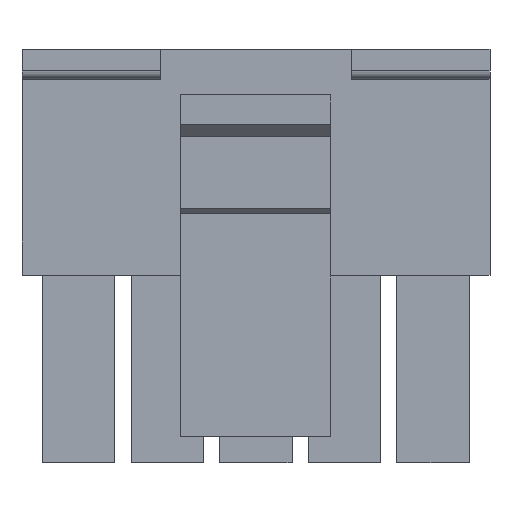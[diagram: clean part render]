
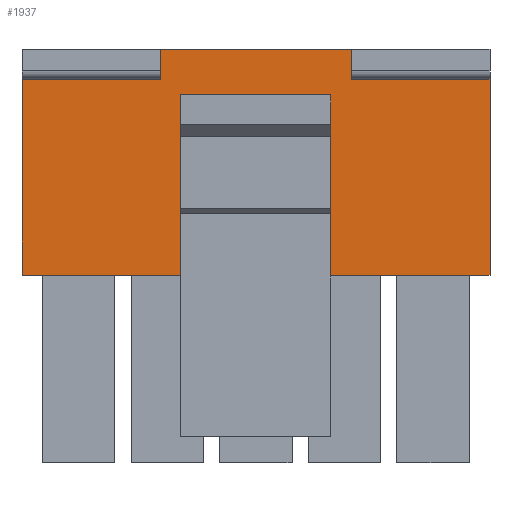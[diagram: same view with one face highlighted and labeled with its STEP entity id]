
A CAD part, top view. The second image highlights one B-rep face of the part: STEP entity #1937.
In plain terms, the highlighted planar face has unit normal (0, 0, 1).
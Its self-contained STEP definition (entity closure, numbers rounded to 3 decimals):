
#18=DIRECTION('',(0.,-1.,0.));
#19=VECTOR('',#18,6.63);
#20=CARTESIAN_POINT('',(-7.92,2.63,1.95));
#21=LINE('',#20,#19);
#43=DIRECTION('',(1.,0.,0.));
#44=VECTOR('',#43,6.49);
#45=CARTESIAN_POINT('',(-3.245,3.65,1.95));
#46=LINE('',#45,#44);
#71=DIRECTION('',(0.,-1.,0.));
#72=VECTOR('',#71,1.38);
#73=CARTESIAN_POINT('',(-2.545,-2.,1.95));
#74=LINE('',#73,#72);
#75=DIRECTION('',(1.,0.,0.));
#76=VECTOR('',#75,5.09);
#77=CARTESIAN_POINT('',(-2.545,-3.38,1.95));
#78=LINE('',#77,#76);
#79=DIRECTION('',(0.,-1.,0.));
#80=VECTOR('',#79,1.38);
#81=CARTESIAN_POINT('',(2.545,-2.,1.95));
#82=LINE('',#81,#80);
#83=DIRECTION('',(1.,0.,0.));
#84=VECTOR('',#83,5.09);
#85=CARTESIAN_POINT('',(-2.545,-2.,1.95));
#86=LINE('',#85,#84);
#87=DIRECTION('',(1.,0.,0.));
#88=VECTOR('',#87,4.675);
#89=CARTESIAN_POINT('',(-7.92,2.63,1.95));
#90=LINE('',#89,#88);
#91=DIRECTION('',(0.,1.,0.));
#92=VECTOR('',#91,1.02);
#93=CARTESIAN_POINT('',(-3.245,2.63,1.95));
#94=LINE('',#93,#92);
#95=DIRECTION('',(0.,-1.,0.));
#96=VECTOR('',#95,1.02);
#97=CARTESIAN_POINT('',(3.245,3.65,1.95));
#98=LINE('',#97,#96);
#99=DIRECTION('',(1.,0.,0.));
#100=VECTOR('',#99,4.685);
#101=CARTESIAN_POINT('',(3.245,2.63,1.95));
#102=LINE('',#101,#100);
#302=DIRECTION('',(0.,-1.,0.));
#303=VECTOR('',#302,6.63);
#304=CARTESIAN_POINT('',(7.93,2.63,1.95));
#305=LINE('',#304,#303);
#487=DIRECTION('',(1.,0.,0.));
#488=VECTOR('',#487,15.85);
#489=CARTESIAN_POINT('',(-7.92,-4.,1.95));
#490=LINE('',#489,#488);
#1395=CARTESIAN_POINT('',(-7.92,-4.,1.95));
#1397=VERTEX_POINT('',#1395);
#1401=CARTESIAN_POINT('',(7.93,-4.,1.95));
#1403=VERTEX_POINT('',#1401);
#1539=CARTESIAN_POINT('',(-2.545,-2.,1.95));
#1541=VERTEX_POINT('',#1539);
#1543=CARTESIAN_POINT('',(2.545,-2.,1.95));
#1545=VERTEX_POINT('',#1543);
#1547=CARTESIAN_POINT('',(3.245,3.65,1.95));
#1548=CARTESIAN_POINT('',(3.245,2.63,1.95));
#1549=VERTEX_POINT('',#1547);
#1550=VERTEX_POINT('',#1548);
#1551=CARTESIAN_POINT('',(-3.245,2.63,1.95));
#1552=CARTESIAN_POINT('',(-3.245,3.65,1.95));
#1553=VERTEX_POINT('',#1551);
#1554=VERTEX_POINT('',#1552);
#1563=CARTESIAN_POINT('',(-2.545,-3.38,1.95));
#1564=VERTEX_POINT('',#1563);
#1565=CARTESIAN_POINT('',(2.545,-3.38,1.95));
#1566=VERTEX_POINT('',#1565);
#1607=CARTESIAN_POINT('',(-7.92,2.63,1.95));
#1608=VERTEX_POINT('',#1607);
#1609=CARTESIAN_POINT('',(7.93,2.63,1.95));
#1610=VERTEX_POINT('',#1609);
#1906=CARTESIAN_POINT('',(-7.92,3.65,1.95));
#1907=DIRECTION('',(0.,0.,1.));
#1908=DIRECTION('',(0.,-1.,0.));
#1909=AXIS2_PLACEMENT_3D('',#1906,#1907,#1908);
#1910=PLANE('',#1909);
#1912=ORIENTED_EDGE('',*,*,#1911,.T.);
#1914=ORIENTED_EDGE('',*,*,#1913,.T.);
#1915=ORIENTED_EDGE('',*,*,#1888,.T.);
#1917=ORIENTED_EDGE('',*,*,#1916,.T.);
#1919=ORIENTED_EDGE('',*,*,#1918,.T.);
#1921=ORIENTED_EDGE('',*,*,#1920,.T.);
#1923=ORIENTED_EDGE('',*,*,#1922,.F.);
#1924=ORIENTED_EDGE('',*,*,#1868,.F.);
#1925=EDGE_LOOP('',(#1912,#1914,#1915,#1917,#1919,#1921,#1923,#1924));
#1926=FACE_OUTER_BOUND('',#1925,.F.);
#1928=ORIENTED_EDGE('',*,*,#1927,.T.);
#1930=ORIENTED_EDGE('',*,*,#1929,.T.);
#1932=ORIENTED_EDGE('',*,*,#1931,.F.);
#1934=ORIENTED_EDGE('',*,*,#1933,.F.);
#1935=EDGE_LOOP('',(#1928,#1930,#1932,#1934));
#1936=FACE_BOUND('',#1935,.F.);
#1937=ADVANCED_FACE('',(#1926,#1936),#1910,.T.);
#1868=EDGE_CURVE('',#1608,#1397,#21,.T.);
#1888=EDGE_CURVE('',#1554,#1549,#46,.T.);
#1911=EDGE_CURVE('',#1608,#1553,#90,.T.);
#1913=EDGE_CURVE('',#1553,#1554,#94,.T.);
#1916=EDGE_CURVE('',#1549,#1550,#98,.T.);
#1918=EDGE_CURVE('',#1550,#1610,#102,.T.);
#1920=EDGE_CURVE('',#1610,#1403,#305,.T.);
#1922=EDGE_CURVE('',#1397,#1403,#490,.T.);
#1927=EDGE_CURVE('',#1541,#1564,#74,.T.);
#1929=EDGE_CURVE('',#1564,#1566,#78,.T.);
#1931=EDGE_CURVE('',#1545,#1566,#82,.T.);
#1933=EDGE_CURVE('',#1541,#1545,#86,.T.);
